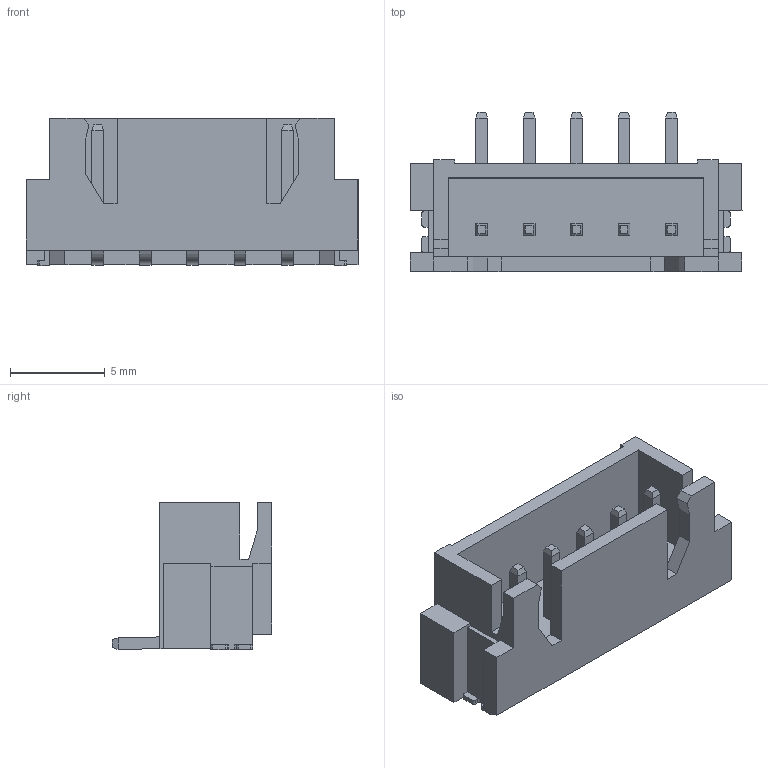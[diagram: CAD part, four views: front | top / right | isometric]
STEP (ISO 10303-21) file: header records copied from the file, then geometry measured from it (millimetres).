
FILE_DESCRIPTION(/* description */ (''),/* implementation_level */ '2;1');
FILE_NAME(/* name */ 'JST-XP_5V_SMD v5.step',/* time_stamp */ '2023-06-20T15:41:57-04:00',/* author */ (''),/* organization */ (''),/* preprocessor_version */ 'ST-DEVELOPER v19.2',/* originating_system */ 'Autodesk Translation Framework v12.6.0.85',/* authorisation */ '');
FILE_SCHEMA (('AUTOMOTIVE_DESIGN { 1 0 10303 214 3 1 1 }'));
Length unit declared in the file: millimetre
Products named in the file (2): JST-XP_5V_SMD; JST-XH_4-PIN
Assembly tree (1 placements, depth 2):
  JST-XP_5V_SMD
    JST-XH_4-PIN
Bounding box: 17.5 x 8.4 x 7.75 mm (x, y, z)
Volume: 349 mm3; surface area: 1003.9 mm2
Topology: 8 solids, 8 shells, 228 faces, 616 edges, 404 vertices
Faces by surface type: plane 206, cylinder 22
Entity records: 7111 total; most frequent: CARTESIAN_POINT 1251, ORIENTED_EDGE 1232, DIRECTION 1122, EDGE_CURVE 616, LINE 572, VECTOR 572, VERTEX_POINT 404, AXIS2_PLACEMENT_3D 275
